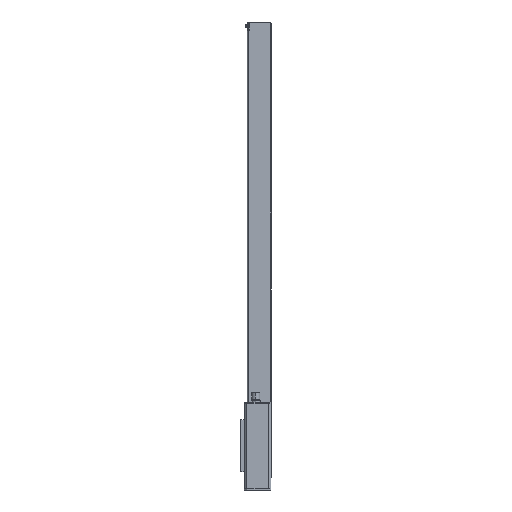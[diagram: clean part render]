
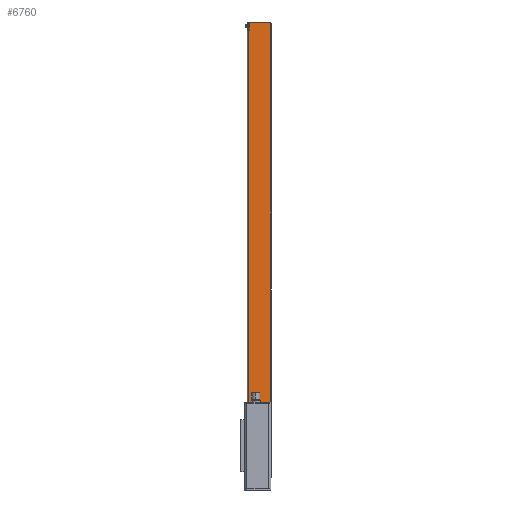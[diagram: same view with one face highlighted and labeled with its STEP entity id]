
A CAD part, left-side view. The second image highlights one B-rep face of the part: STEP entity #6760.
In plain terms, the highlighted planar face has unit normal (-1, 0, 0).
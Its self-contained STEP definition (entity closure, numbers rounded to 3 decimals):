
#157 = LINE ( 'NONE', #2308, #23941 ) ;
#659 = DIRECTION ( 'NONE',  ( 1., 0., 0. ) ) ;
#1445 = CARTESIAN_POINT ( 'NONE',  ( -51.27, 14.125, 714.2 ) ) ;
#1689 = CARTESIAN_POINT ( 'NONE',  ( -51.27, -19., 714.2 ) ) ;
#2308 = CARTESIAN_POINT ( 'NONE',  ( -51.27, 14.125, 758.673 ) ) ;
#2653 = PLANE ( 'NONE',  #21005 ) ;
#2779 = CARTESIAN_POINT ( 'NONE',  ( -51.27, 13., 712.2 ) ) ;
#2835 = VERTEX_POINT ( 'NONE', #25221 ) ;
#3266 = CARTESIAN_POINT ( 'NONE',  ( -51.27, 14.125, 702. ) ) ;
#3296 = VERTEX_POINT ( 'NONE', #1689 ) ;
#3352 = CARTESIAN_POINT ( 'NONE',  ( -51.27, 14.125, 10. ) ) ;
#3413 = DIRECTION ( 'NONE',  ( 0., 0., -1. ) ) ;
#3769 = EDGE_CURVE ( 'NONE', #15916, #16198, #25704, .T. ) ;
#3887 = CARTESIAN_POINT ( 'NONE',  ( -51.27, -19., 12. ) ) ;
#5223 = VERTEX_POINT ( 'NONE', #21897 ) ;
#6760 = ADVANCED_FACE ( 'NONE', ( #23545 ), #2653, .F. ) ;
#7400 = CARTESIAN_POINT ( 'NONE',  ( -51.27, 11., 712.2 ) ) ;
#7692 = DIRECTION ( 'NONE',  ( 0., 0., -1. ) ) ;
#8137 = VERTEX_POINT ( 'NONE', #3266 ) ;
#8169 = EDGE_CURVE ( 'NONE', #2835, #3296, #28923, .T. ) ;
#8540 = ORIENTED_EDGE ( 'NONE', *, *, #22615, .T. ) ;
#10020 = ORIENTED_EDGE ( 'NONE', *, *, #11575, .F. ) ;
#10103 = CARTESIAN_POINT ( 'NONE',  ( -51.27, -21., 758.673 ) ) ;
#10264 = ORIENTED_EDGE ( 'NONE', *, *, #22791, .F. ) ;
#10328 = DIRECTION ( 'NONE',  ( -1., 0., 0. ) ) ;
#10362 = VECTOR ( 'NONE', #26401, 1000. ) ;
#10565 = LINE ( 'NONE', #10103, #10362 ) ;
#10604 = VERTEX_POINT ( 'NONE', #22928 ) ;
#10781 = DIRECTION ( 'NONE',  ( 0., -1., 0. ) ) ;
#11220 = EDGE_LOOP ( 'NONE', ( #13423, #22458, #10264, #19343, #10020, #19699, #14186, #17574, #8540 ) ) ;
#11517 = CIRCLE ( 'NONE', #29993, 2. ) ;
#11570 = EDGE_CURVE ( 'NONE', #5223, #10604, #26614, .T. ) ;
#11575 = EDGE_CURVE ( 'NONE', #11889, #3296, #22345, .T. ) ;
#11835 = CARTESIAN_POINT ( 'NONE',  ( -51.27, 13., 758.673 ) ) ;
#11889 = VERTEX_POINT ( 'NONE', #13170 ) ;
#12377 = VERTEX_POINT ( 'NONE', #3352 ) ;
#12724 = LINE ( 'NONE', #24007, #28129 ) ;
#12761 = EDGE_CURVE ( 'NONE', #16198, #8137, #12724, .T. ) ;
#13170 = CARTESIAN_POINT ( 'NONE',  ( -51.27, 11., 714.2 ) ) ;
#13304 = CARTESIAN_POINT ( 'NONE',  ( -51.27, 13., 702. ) ) ;
#13423 = ORIENTED_EDGE ( 'NONE', *, *, #14161, .T. ) ;
#13959 = LINE ( 'NONE', #23247, #22850 ) ;
#14161 = EDGE_CURVE ( 'NONE', #12377, #5223, #13959, .T. ) ;
#14186 = ORIENTED_EDGE ( 'NONE', *, *, #3769, .T. ) ;
#14430 = DIRECTION ( 'NONE',  ( -1., 0., 0. ) ) ;
#15034 = CARTESIAN_POINT ( 'NONE',  ( -51.27, -19., 712.2 ) ) ;
#15828 = DIRECTION ( 'NONE',  ( 0., 0., -1. ) ) ;
#15916 = VERTEX_POINT ( 'NONE', #2779 ) ;
#16198 = VERTEX_POINT ( 'NONE', #13304 ) ;
#16205 = DIRECTION ( 'NONE',  ( 0., 0., -1. ) ) ;
#16924 = VECTOR ( 'NONE', #15828, 1000. ) ;
#17574 = ORIENTED_EDGE ( 'NONE', *, *, #12761, .T. ) ;
#17620 = DIRECTION ( 'NONE',  ( 0., 1., 0. ) ) ;
#19343 = ORIENTED_EDGE ( 'NONE', *, *, #8169, .T. ) ;
#19625 = DIRECTION ( 'NONE',  ( 0., 0., -1. ) ) ;
#19699 = ORIENTED_EDGE ( 'NONE', *, *, #27843, .T. ) ;
#21005 = AXIS2_PLACEMENT_3D ( 'NONE', #28569, #659, #7692 ) ;
#21897 = CARTESIAN_POINT ( 'NONE',  ( -51.27, -19., 10. ) ) ;
#22345 = LINE ( 'NONE', #1445, #23684 ) ;
#22458 = ORIENTED_EDGE ( 'NONE', *, *, #11570, .T. ) ;
#22615 = EDGE_CURVE ( 'NONE', #8137, #12377, #157, .T. ) ;
#22791 = EDGE_CURVE ( 'NONE', #2835, #10604, #10565, .T. ) ;
#22806 = DIRECTION ( 'NONE',  ( 0., -1., 0. ) ) ;
#22850 = VECTOR ( 'NONE', #22806, 1000. ) ;
#22928 = CARTESIAN_POINT ( 'NONE',  ( -51.27, -21., 12. ) ) ;
#23247 = CARTESIAN_POINT ( 'NONE',  ( -51.27, 14.125, 10. ) ) ;
#23545 = FACE_OUTER_BOUND ( 'NONE', #11220, .T. ) ;
#23572 = AXIS2_PLACEMENT_3D ( 'NONE', #15034, #24323, #3413 ) ;
#23684 = VECTOR ( 'NONE', #10781, 1000. ) ;
#23722 = DIRECTION ( 'NONE',  ( 0., 0., -1. ) ) ;
#23941 = VECTOR ( 'NONE', #16205, 1000. ) ;
#24007 = CARTESIAN_POINT ( 'NONE',  ( -51.27, 14.125, 702. ) ) ;
#24323 = DIRECTION ( 'NONE',  ( -1., 0., 0. ) ) ;
#24687 = AXIS2_PLACEMENT_3D ( 'NONE', #3887, #10328, #19625 ) ;
#25221 = CARTESIAN_POINT ( 'NONE',  ( -51.27, -21., 712.2 ) ) ;
#25704 = LINE ( 'NONE', #11835, #16924 ) ;
#26401 = DIRECTION ( 'NONE',  ( 0., 0., -1. ) ) ;
#26614 = CIRCLE ( 'NONE', #24687, 2. ) ;
#27843 = EDGE_CURVE ( 'NONE', #11889, #15916, #11517, .T. ) ;
#28129 = VECTOR ( 'NONE', #17620, 1000. ) ;
#28569 = CARTESIAN_POINT ( 'NONE',  ( -51.27, 14.125, 758.673 ) ) ;
#28923 = CIRCLE ( 'NONE', #23572, 2. ) ;
#29993 = AXIS2_PLACEMENT_3D ( 'NONE', #7400, #14430, #23722 ) ;
